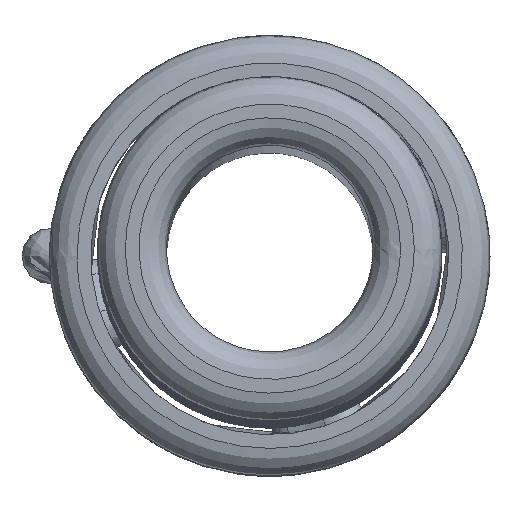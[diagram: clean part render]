
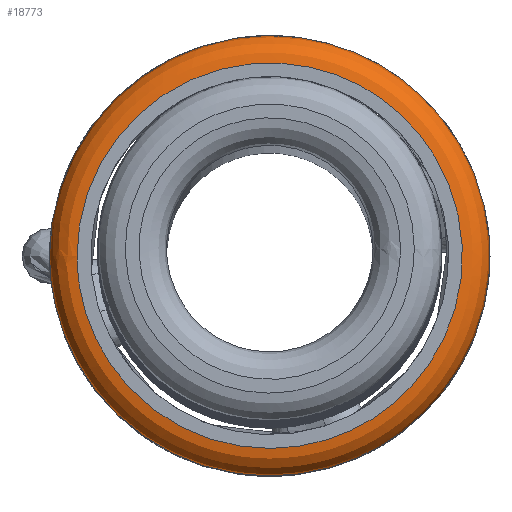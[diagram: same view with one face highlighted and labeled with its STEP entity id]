
A CAD part, top view. The second image highlights one B-rep face of the part: STEP entity #18773.
In plain terms, the highlighted free-form (B-spline) face has degree [2, 2] with [7, 3] control points.
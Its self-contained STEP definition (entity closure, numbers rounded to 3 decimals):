
#15474 = VERTEX_POINT('',#15475);
#15475 = CARTESIAN_POINT('',(-8.687,0.,
    -74.924));
#15480 = EDGE_CURVE('',#15474,#15474,#15481,.T.);
#15481 = ( BOUNDED_CURVE() B_SPLINE_CURVE(2,(#15482,#15483,#15484,#15485
    ,#15486,#15487,#15488),.UNSPECIFIED.,.T.,.F.) 
B_SPLINE_CURVE_WITH_KNOTS((1,2,2,2,2,1),(-2.094,0.,
    2.094,4.189,6.283,8.378),
.UNSPECIFIED.) CURVE() GEOMETRIC_REPRESENTATION_ITEM() 
RATIONAL_B_SPLINE_CURVE((1.,0.5,1.,0.5,1.,0.5,1.)) REPRESENTATION_ITEM(
  '') );
#15482 = CARTESIAN_POINT('',(-8.687,0.,
    -74.924));
#15483 = CARTESIAN_POINT('',(-8.687,15.046,
    -74.924));
#15484 = CARTESIAN_POINT('',(4.343,7.523,
    -74.924));
#15485 = CARTESIAN_POINT('',(17.374,0.,
    -74.924));
#15486 = CARTESIAN_POINT('',(4.343,-7.523,
    -74.924));
#15487 = CARTESIAN_POINT('',(-8.687,-15.046,
    -74.924));
#15488 = CARTESIAN_POINT('',(-8.687,0.,
    -74.924));
#18754 = EDGE_CURVE('',#18755,#18755,#18757,.T.);
#18755 = VERTEX_POINT('',#18756);
#18756 = CARTESIAN_POINT('',(-7.601,0.,
    -73.839));
#18757 = ( BOUNDED_CURVE() B_SPLINE_CURVE(2,(#18758,#18759,#18760,#18761
    ,#18762,#18763,#18764),.UNSPECIFIED.,.T.,.F.) 
B_SPLINE_CURVE_WITH_KNOTS((1,2,2,2,2,1),(-2.094,0.,
    2.094,4.189,6.283,8.378),
.UNSPECIFIED.) CURVE() GEOMETRIC_REPRESENTATION_ITEM() 
RATIONAL_B_SPLINE_CURVE((1.,0.5,1.,0.5,1.,0.5,1.)) REPRESENTATION_ITEM(
  '') );
#18758 = CARTESIAN_POINT('',(-7.601,0.,
    -73.839));
#18759 = CARTESIAN_POINT('',(-7.601,13.165,
    -73.839));
#18760 = CARTESIAN_POINT('',(3.801,6.583,
    -73.839));
#18761 = CARTESIAN_POINT('',(15.202,0.,
    -73.839));
#18762 = CARTESIAN_POINT('',(3.801,-6.583,
    -73.839));
#18763 = CARTESIAN_POINT('',(-7.601,-13.165,
    -73.839));
#18764 = CARTESIAN_POINT('',(-7.601,0.,
    -73.839));
#18773 = ADVANCED_FACE('',(#18774),#18789,.T.);
#18774 = FACE_BOUND('',#18775,.T.);
#18775 = EDGE_LOOP('',(#18776,#18777,#18787,#18788));
#18776 = ORIENTED_EDGE('',*,*,#18754,.T.);
#18777 = ORIENTED_EDGE('',*,*,#18778,.T.);
#18778 = EDGE_CURVE('',#18755,#15474,#18779,.T.);
#18779 = ( BOUNDED_CURVE() B_SPLINE_CURVE(6,(#18780,#18781,#18782,#18783
    ,#18784,#18785,#18786),.UNSPECIFIED.,.F.,.F.) 
B_SPLINE_CURVE_WITH_KNOTS((7,7),(4.712,6.283),
.PIECEWISE_BEZIER_KNOTS.) CURVE() GEOMETRIC_REPRESENTATION_ITEM() 
RATIONAL_B_SPLINE_CURVE((1.031,1.01,0.998,
    0.994,0.998,1.01,1.031)) 
REPRESENTATION_ITEM('') );
#18780 = CARTESIAN_POINT('',(-7.601,0.,
    -73.839));
#18781 = CARTESIAN_POINT('',(-7.891,0.,
    -73.839));
#18782 = CARTESIAN_POINT('',(-8.174,0.,
    -73.931));
#18783 = CARTESIAN_POINT('',(-8.418,0.,
    -74.108));
#18784 = CARTESIAN_POINT('',(-8.595,0.,
    -74.351));
#18785 = CARTESIAN_POINT('',(-8.687,0.,
    -74.634));
#18786 = CARTESIAN_POINT('',(-8.687,0.,
    -74.924));
#18787 = ORIENTED_EDGE('',*,*,#15480,.F.);
#18788 = ORIENTED_EDGE('',*,*,#18778,.F.);
#18789 = ( BOUNDED_SURFACE() B_SPLINE_SURFACE(2,2,(
    (#18790,#18791,#18792)
    ,(#18793,#18794,#18795)
    ,(#18796,#18797,#18798)
    ,(#18799,#18800,#18801)
    ,(#18802,#18803,#18804)
    ,(#18805,#18806,#18807)
    ,(#18808,#18809,#18810
)),.UNSPECIFIED.,.T.,.F.,.F.) B_SPLINE_SURFACE_WITH_KNOTS((1,2,2,2,2,1),
  (3,3),(-2.094,0.,2.094,4.189,6.283,
    8.378),(4.712,6.283),.UNSPECIFIED.) 
GEOMETRIC_REPRESENTATION_ITEM() RATIONAL_B_SPLINE_SURFACE((
    (1.,0.707,1.)
    ,(0.5,0.354,0.5)
    ,(1.,0.707,1.)
    ,(0.5,0.354,0.5)
    ,(1.,0.707,1.)
    ,(0.5,0.354,0.5)
,(1.,0.707,1.))) REPRESENTATION_ITEM('') SURFACE() );
#18790 = CARTESIAN_POINT('',(-7.601,0.,
    -73.839));
#18791 = CARTESIAN_POINT('',(-8.687,0.,
    -73.839));
#18792 = CARTESIAN_POINT('',(-8.687,0.,
    -74.924));
#18793 = CARTESIAN_POINT('',(-7.601,13.165,
    -73.839));
#18794 = CARTESIAN_POINT('',(-8.687,15.046,
    -73.839));
#18795 = CARTESIAN_POINT('',(-8.687,15.046,
    -74.924));
#18796 = CARTESIAN_POINT('',(3.801,6.583,
    -73.839));
#18797 = CARTESIAN_POINT('',(4.343,7.523,
    -73.839));
#18798 = CARTESIAN_POINT('',(4.343,7.523,
    -74.924));
#18799 = CARTESIAN_POINT('',(15.202,0.,
    -73.839));
#18800 = CARTESIAN_POINT('',(17.374,0.,
    -73.839));
#18801 = CARTESIAN_POINT('',(17.374,0.,
    -74.924));
#18802 = CARTESIAN_POINT('',(3.801,-6.583,
    -73.839));
#18803 = CARTESIAN_POINT('',(4.343,-7.523,
    -73.839));
#18804 = CARTESIAN_POINT('',(4.343,-7.523,
    -74.924));
#18805 = CARTESIAN_POINT('',(-7.601,-13.165,
    -73.839));
#18806 = CARTESIAN_POINT('',(-8.687,-15.046,
    -73.839));
#18807 = CARTESIAN_POINT('',(-8.687,-15.046,
    -74.924));
#18808 = CARTESIAN_POINT('',(-7.601,0.,
    -73.839));
#18809 = CARTESIAN_POINT('',(-8.687,0.,
    -73.839));
#18810 = CARTESIAN_POINT('',(-8.687,0.,
    -74.924));
